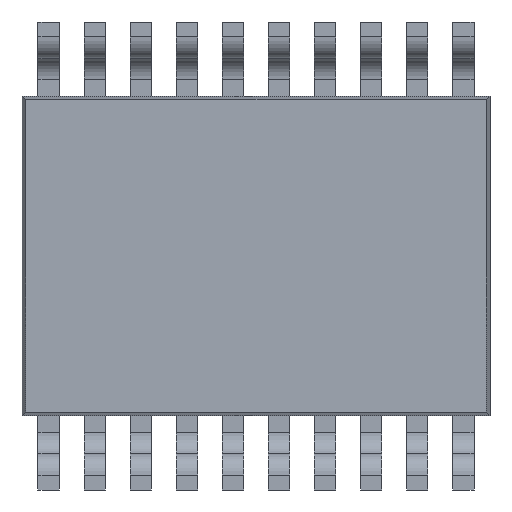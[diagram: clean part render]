
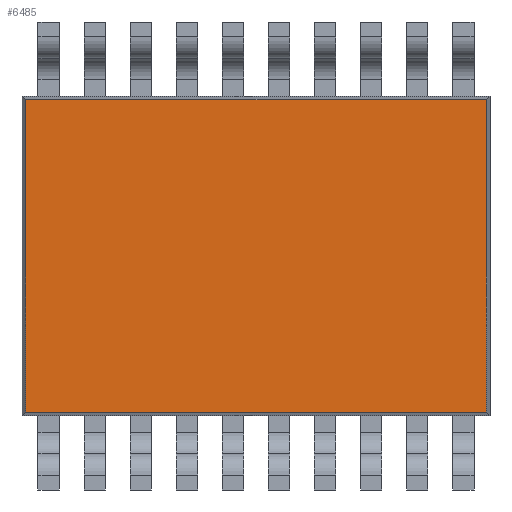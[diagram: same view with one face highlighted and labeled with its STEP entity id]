
A CAD part, front view. The second image highlights one B-rep face of the part: STEP entity #6485.
In plain terms, the highlighted planar face has unit normal (0, -1, 0).
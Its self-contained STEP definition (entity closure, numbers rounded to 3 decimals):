
#20 = CARTESIAN_POINT ( 'NONE',  ( -6.55, 0., 4.45 ) ) ;
#105 = LINE ( 'NONE', #1674, #1662 ) ;
#229 = ORIENTED_EDGE ( 'NONE', *, *, #6175, .T. ) ;
#264 = EDGE_LOOP ( 'NONE', ( #229, #3801, #6878, #5521 ) ) ;
#941 = CARTESIAN_POINT ( 'NONE',  ( 0., 0., 0.05 ) ) ;
#1005 = FACE_OUTER_BOUND ( 'NONE', #264, .T. ) ;
#1264 = CARTESIAN_POINT ( 'NONE',  ( -6.55, 0., 0.05 ) ) ;
#1616 = DIRECTION ( 'NONE',  ( 1., 0., 0. ) ) ;
#1662 = VECTOR ( 'NONE', #6274, 1000. ) ;
#1674 = CARTESIAN_POINT ( 'NONE',  ( -6.55, 0., 4.5 ) ) ;
#1775 = LINE ( 'NONE', #5870, #3331 ) ;
#2180 = CARTESIAN_POINT ( 'NONE',  ( -0.05, 0., 4.5 ) ) ;
#2287 = LINE ( 'NONE', #941, #5362 ) ;
#2669 = VERTEX_POINT ( 'NONE', #7339 ) ;
#2848 = DIRECTION ( 'NONE',  ( 0., 0., 1. ) ) ;
#3231 = PLANE ( 'NONE',  #5433 ) ;
#3331 = VECTOR ( 'NONE', #6547, 1000. ) ;
#3801 = ORIENTED_EDGE ( 'NONE', *, *, #4970, .T. ) ;
#3968 = EDGE_CURVE ( 'NONE', #8569, #6983, #2287, .T. ) ;
#4542 = DIRECTION ( 'NONE',  ( -1., 0., 0. ) ) ;
#4970 = EDGE_CURVE ( 'NONE', #2669, #6626, #1775, .T. ) ;
#5362 = VECTOR ( 'NONE', #1616, 1000. ) ;
#5433 = AXIS2_PLACEMENT_3D ( 'NONE', #7829, #8494, #4542 ) ;
#5504 = EDGE_CURVE ( 'NONE', #6626, #8569, #105, .T. ) ;
#5521 = ORIENTED_EDGE ( 'NONE', *, *, #3968, .T. ) ;
#5870 = CARTESIAN_POINT ( 'NONE',  ( -6.6, 0., 4.45 ) ) ;
#6089 = CARTESIAN_POINT ( 'NONE',  ( -0.05, 0., 0.05 ) ) ;
#6175 = EDGE_CURVE ( 'NONE', #6983, #2669, #6267, .T. ) ;
#6267 = LINE ( 'NONE', #2180, #7830 ) ;
#6274 = DIRECTION ( 'NONE',  ( 0., 0., -1. ) ) ;
#6485 = ADVANCED_FACE ( 'NONE', ( #1005 ), #3231, .F. ) ;
#6547 = DIRECTION ( 'NONE',  ( -1., 0., 0. ) ) ;
#6626 = VERTEX_POINT ( 'NONE', #20 ) ;
#6878 = ORIENTED_EDGE ( 'NONE', *, *, #5504, .T. ) ;
#6983 = VERTEX_POINT ( 'NONE', #6089 ) ;
#7339 = CARTESIAN_POINT ( 'NONE',  ( -0.05, 0., 4.45 ) ) ;
#7829 = CARTESIAN_POINT ( 'NONE',  ( 0., 0., 4.5 ) ) ;
#7830 = VECTOR ( 'NONE', #2848, 1000. ) ;
#8494 = DIRECTION ( 'NONE',  ( 0., 1., 0. ) ) ;
#8569 = VERTEX_POINT ( 'NONE', #1264 ) ;
